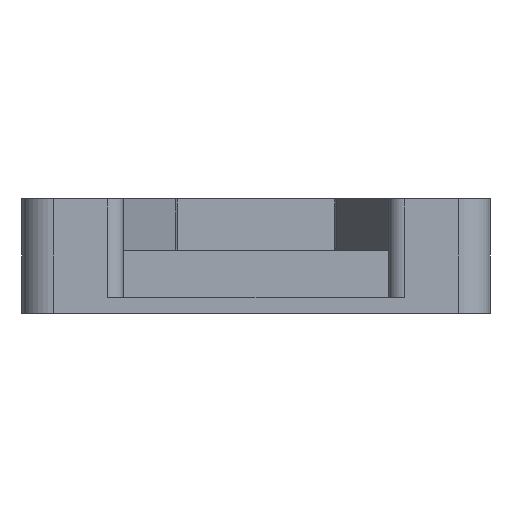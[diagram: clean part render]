
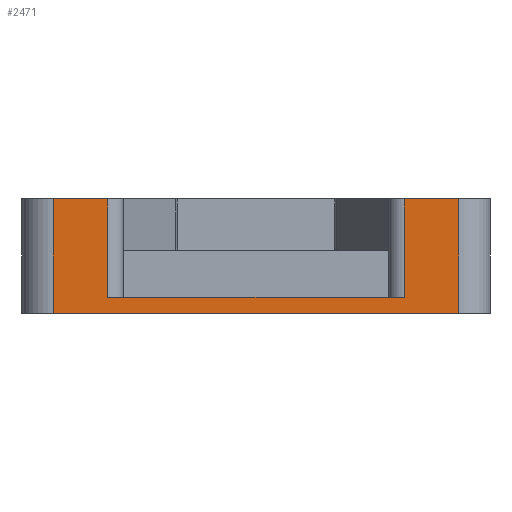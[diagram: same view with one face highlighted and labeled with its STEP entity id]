
A CAD part, front view. The second image highlights one B-rep face of the part: STEP entity #2471.
In plain terms, the highlighted planar face has unit normal (0, -1, 0).
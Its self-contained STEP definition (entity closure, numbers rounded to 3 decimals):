
#99 = PLANE('',#100);
#100 = AXIS2_PLACEMENT_3D('',#101,#102,#103);
#101 = CARTESIAN_POINT('',(0.,12.777,0.3));
#102 = DIRECTION('',(0.,0.,1.));
#103 = DIRECTION('',(1.,0.,0.));
#322 = PLANE('',#323);
#323 = AXIS2_PLACEMENT_3D('',#324,#325,#326);
#324 = CARTESIAN_POINT('',(0.,2.6,-6.));
#325 = DIRECTION('',(0.,0.,-1.));
#326 = DIRECTION('',(-1.,0.,0.));
#695 = VERTEX_POINT('',#696);
#696 = CARTESIAN_POINT('',(9.5,-6.279,0.3));
#715 = CYLINDRICAL_SURFACE('',#716,1.);
#716 = AXIS2_PLACEMENT_3D('',#717,#718,#719);
#717 = CARTESIAN_POINT('',(9.5,-5.279,-3.25));
#718 = DIRECTION('',(0.,0.,1.));
#719 = DIRECTION('',(-0.707,-0.707,0.));
#726 = EDGE_CURVE('',#695,#727,#729,.T.);
#727 = VERTEX_POINT('',#728);
#728 = CARTESIAN_POINT('',(12.975,-6.279,0.3));
#729 = SURFACE_CURVE('',#730,(#734,#741),.PCURVE_S1.);
#730 = LINE('',#731,#732);
#731 = CARTESIAN_POINT('',(7.488,-6.279,0.3));
#732 = VECTOR('',#733,1.);
#733 = DIRECTION('',(1.,0.,0.));
#734 = PCURVE('',#99,#735);
#735 = DEFINITIONAL_REPRESENTATION('',(#736),#740);
#736 = LINE('',#737,#738);
#737 = CARTESIAN_POINT('',(7.488,-19.056));
#738 = VECTOR('',#739,1.);
#739 = DIRECTION('',(1.,0.));
#740 = ( GEOMETRIC_REPRESENTATION_CONTEXT(2) 
PARAMETRIC_REPRESENTATION_CONTEXT() REPRESENTATION_CONTEXT('2D SPACE',''
  ) );
#741 = PCURVE('',#742,#747);
#742 = PLANE('',#743);
#743 = AXIS2_PLACEMENT_3D('',#744,#745,#746);
#744 = CARTESIAN_POINT('',(0.,-6.279,-6.5));
#745 = DIRECTION('',(0.,-1.,0.));
#746 = DIRECTION('',(0.,0.,-1.));
#747 = DEFINITIONAL_REPRESENTATION('',(#748),#752);
#748 = LINE('',#749,#750);
#749 = CARTESIAN_POINT('',(-6.8,7.488));
#750 = VECTOR('',#751,1.);
#751 = DIRECTION('',(0.,1.));
#752 = ( GEOMETRIC_REPRESENTATION_CONTEXT(2) 
PARAMETRIC_REPRESENTATION_CONTEXT() REPRESENTATION_CONTEXT('2D SPACE',''
  ) );
#775 = CYLINDRICAL_SURFACE('',#776,2.);
#776 = AXIS2_PLACEMENT_3D('',#777,#778,#779);
#777 = CARTESIAN_POINT('',(12.975,-4.279,-3.25));
#778 = DIRECTION('',(0.,0.,-1.));
#779 = DIRECTION('',(0.707,-0.707,0.));
#1279 = VERTEX_POINT('',#1280);
#1280 = CARTESIAN_POINT('',(-12.975,-6.279,0.3));
#1299 = CYLINDRICAL_SURFACE('',#1300,2.);
#1300 = AXIS2_PLACEMENT_3D('',#1301,#1302,#1303);
#1301 = CARTESIAN_POINT('',(-12.975,-4.279,-3.25));
#1302 = DIRECTION('',(0.,0.,1.));
#1303 = DIRECTION('',(-0.707,-0.707,0.));
#1310 = EDGE_CURVE('',#1279,#1311,#1313,.T.);
#1311 = VERTEX_POINT('',#1312);
#1312 = CARTESIAN_POINT('',(-9.5,-6.279,0.3));
#1313 = SURFACE_CURVE('',#1314,(#1318,#1325),.PCURVE_S1.);
#1314 = LINE('',#1315,#1316);
#1315 = CARTESIAN_POINT('',(-4.25,-6.279,0.3));
#1316 = VECTOR('',#1317,1.);
#1317 = DIRECTION('',(1.,0.,0.));
#1318 = PCURVE('',#99,#1319);
#1319 = DEFINITIONAL_REPRESENTATION('',(#1320),#1324);
#1320 = LINE('',#1321,#1322);
#1321 = CARTESIAN_POINT('',(-4.25,-19.056));
#1322 = VECTOR('',#1323,1.);
#1323 = DIRECTION('',(1.,0.));
#1324 = ( GEOMETRIC_REPRESENTATION_CONTEXT(2) 
PARAMETRIC_REPRESENTATION_CONTEXT() REPRESENTATION_CONTEXT('2D SPACE',''
  ) );
#1325 = PCURVE('',#742,#1326);
#1326 = DEFINITIONAL_REPRESENTATION('',(#1327),#1331);
#1327 = LINE('',#1328,#1329);
#1328 = CARTESIAN_POINT('',(-6.8,-4.25));
#1329 = VECTOR('',#1330,1.);
#1330 = DIRECTION('',(0.,1.));
#1331 = ( GEOMETRIC_REPRESENTATION_CONTEXT(2) 
PARAMETRIC_REPRESENTATION_CONTEXT() REPRESENTATION_CONTEXT('2D SPACE',''
  ) );
#1354 = CYLINDRICAL_SURFACE('',#1355,1.);
#1355 = AXIS2_PLACEMENT_3D('',#1356,#1357,#1358);
#1356 = CARTESIAN_POINT('',(-9.5,-5.279,-3.25));
#1357 = DIRECTION('',(0.,0.,-1.));
#1358 = DIRECTION('',(0.707,-0.707,0.));
#2428 = EDGE_CURVE('',#1311,#2429,#2431,.T.);
#2429 = VERTEX_POINT('',#2430);
#2430 = CARTESIAN_POINT('',(-9.5,-6.279,-6.));
#2431 = SURFACE_CURVE('',#2432,(#2436,#2442),.PCURVE_S1.);
#2432 = LINE('',#2433,#2434);
#2433 = CARTESIAN_POINT('',(-9.5,-6.279,-3.25));
#2434 = VECTOR('',#2435,1.);
#2435 = DIRECTION('',(0.,0.,-1.));
#2436 = PCURVE('',#1354,#2437);
#2437 = DEFINITIONAL_REPRESENTATION('',(#2438),#2441);
#2438 = B_SPLINE_CURVE_WITH_KNOTS('',1,(#2439,#2440),.UNSPECIFIED.,.F.,
  .F.,(2,2),(-3.55,2.75),.PIECEWISE_BEZIER_KNOTS.);
#2439 = CARTESIAN_POINT('',(7.069,-3.55));
#2440 = CARTESIAN_POINT('',(7.069,2.75));
#2441 = ( GEOMETRIC_REPRESENTATION_CONTEXT(2) 
PARAMETRIC_REPRESENTATION_CONTEXT() REPRESENTATION_CONTEXT('2D SPACE',''
  ) );
#2442 = PCURVE('',#742,#2443);
#2443 = DEFINITIONAL_REPRESENTATION('',(#2444),#2448);
#2444 = LINE('',#2445,#2446);
#2445 = CARTESIAN_POINT('',(-3.25,-9.5));
#2446 = VECTOR('',#2447,1.);
#2447 = DIRECTION('',(1.,0.));
#2448 = ( GEOMETRIC_REPRESENTATION_CONTEXT(2) 
PARAMETRIC_REPRESENTATION_CONTEXT() REPRESENTATION_CONTEXT('2D SPACE',''
  ) );
#2471 = ADVANCED_FACE('',(#2472),#742,.T.);
#2472 = FACE_BOUND('',#2473,.T.);
#2473 = EDGE_LOOP('',(#2474,#2497,#2498,#2499,#2521,#2549,#2569,#2570));
#2474 = ORIENTED_EDGE('',*,*,#2475,.F.);
#2475 = EDGE_CURVE('',#2429,#2476,#2478,.T.);
#2476 = VERTEX_POINT('',#2477);
#2477 = CARTESIAN_POINT('',(9.5,-6.279,-6.));
#2478 = SURFACE_CURVE('',#2479,(#2483,#2490),.PCURVE_S1.);
#2479 = LINE('',#2480,#2481);
#2480 = CARTESIAN_POINT('',(0.,-6.279,-6.));
#2481 = VECTOR('',#2482,1.);
#2482 = DIRECTION('',(1.,0.,0.));
#2483 = PCURVE('',#742,#2484);
#2484 = DEFINITIONAL_REPRESENTATION('',(#2485),#2489);
#2485 = LINE('',#2486,#2487);
#2486 = CARTESIAN_POINT('',(-0.5,0.));
#2487 = VECTOR('',#2488,1.);
#2488 = DIRECTION('',(0.,1.));
#2489 = ( GEOMETRIC_REPRESENTATION_CONTEXT(2) 
PARAMETRIC_REPRESENTATION_CONTEXT() REPRESENTATION_CONTEXT('2D SPACE',''
  ) );
#2490 = PCURVE('',#322,#2491);
#2491 = DEFINITIONAL_REPRESENTATION('',(#2492),#2496);
#2492 = LINE('',#2493,#2494);
#2493 = CARTESIAN_POINT('',(0.,-8.879));
#2494 = VECTOR('',#2495,1.);
#2495 = DIRECTION('',(-1.,0.));
#2496 = ( GEOMETRIC_REPRESENTATION_CONTEXT(2) 
PARAMETRIC_REPRESENTATION_CONTEXT() REPRESENTATION_CONTEXT('2D SPACE',''
  ) );
#2497 = ORIENTED_EDGE('',*,*,#2428,.F.);
#2498 = ORIENTED_EDGE('',*,*,#1310,.F.);
#2499 = ORIENTED_EDGE('',*,*,#2500,.F.);
#2500 = EDGE_CURVE('',#2501,#1279,#2503,.T.);
#2501 = VERTEX_POINT('',#2502);
#2502 = CARTESIAN_POINT('',(-12.975,-6.279,-7.));
#2503 = SURFACE_CURVE('',#2504,(#2508,#2515),.PCURVE_S1.);
#2504 = LINE('',#2505,#2506);
#2505 = CARTESIAN_POINT('',(-12.975,-6.279,-3.25));
#2506 = VECTOR('',#2507,1.);
#2507 = DIRECTION('',(0.,0.,1.));
#2508 = PCURVE('',#742,#2509);
#2509 = DEFINITIONAL_REPRESENTATION('',(#2510),#2514);
#2510 = LINE('',#2511,#2512);
#2511 = CARTESIAN_POINT('',(-3.25,-12.975));
#2512 = VECTOR('',#2513,1.);
#2513 = DIRECTION('',(-1.,0.));
#2514 = ( GEOMETRIC_REPRESENTATION_CONTEXT(2) 
PARAMETRIC_REPRESENTATION_CONTEXT() REPRESENTATION_CONTEXT('2D SPACE',''
  ) );
#2515 = PCURVE('',#1299,#2516);
#2516 = DEFINITIONAL_REPRESENTATION('',(#2517),#2520);
#2517 = B_SPLINE_CURVE_WITH_KNOTS('',1,(#2518,#2519),.UNSPECIFIED.,.F.,
  .F.,(2,2),(-3.75,3.55),.PIECEWISE_BEZIER_KNOTS.);
#2518 = CARTESIAN_POINT('',(7.069,-3.75));
#2519 = CARTESIAN_POINT('',(7.069,3.55));
#2520 = ( GEOMETRIC_REPRESENTATION_CONTEXT(2) 
PARAMETRIC_REPRESENTATION_CONTEXT() REPRESENTATION_CONTEXT('2D SPACE',''
  ) );
#2521 = ORIENTED_EDGE('',*,*,#2522,.F.);
#2522 = EDGE_CURVE('',#2523,#2501,#2525,.T.);
#2523 = VERTEX_POINT('',#2524);
#2524 = CARTESIAN_POINT('',(12.975,-6.279,-7.));
#2525 = SURFACE_CURVE('',#2526,(#2530,#2537),.PCURVE_S1.);
#2526 = LINE('',#2527,#2528);
#2527 = CARTESIAN_POINT('',(-7.488,-6.279,-7.));
#2528 = VECTOR('',#2529,1.);
#2529 = DIRECTION('',(-1.,0.,0.));
#2530 = PCURVE('',#742,#2531);
#2531 = DEFINITIONAL_REPRESENTATION('',(#2532),#2536);
#2532 = LINE('',#2533,#2534);
#2533 = CARTESIAN_POINT('',(0.5,-7.488));
#2534 = VECTOR('',#2535,1.);
#2535 = DIRECTION('',(0.,-1.));
#2536 = ( GEOMETRIC_REPRESENTATION_CONTEXT(2) 
PARAMETRIC_REPRESENTATION_CONTEXT() REPRESENTATION_CONTEXT('2D SPACE',''
  ) );
#2537 = PCURVE('',#2538,#2543);
#2538 = PLANE('',#2539);
#2539 = AXIS2_PLACEMENT_3D('',#2540,#2541,#2542);
#2540 = CARTESIAN_POINT('',(-4.15,12.6,-7.));
#2541 = DIRECTION('',(0.,0.,-1.));
#2542 = DIRECTION('',(0.,1.,0.));
#2543 = DEFINITIONAL_REPRESENTATION('',(#2544),#2548);
#2544 = LINE('',#2545,#2546);
#2545 = CARTESIAN_POINT('',(-18.879,-3.338));
#2546 = VECTOR('',#2547,1.);
#2547 = DIRECTION('',(0.,-1.));
#2548 = ( GEOMETRIC_REPRESENTATION_CONTEXT(2) 
PARAMETRIC_REPRESENTATION_CONTEXT() REPRESENTATION_CONTEXT('2D SPACE',''
  ) );
#2549 = ORIENTED_EDGE('',*,*,#2550,.F.);
#2550 = EDGE_CURVE('',#727,#2523,#2551,.T.);
#2551 = SURFACE_CURVE('',#2552,(#2556,#2563),.PCURVE_S1.);
#2552 = LINE('',#2553,#2554);
#2553 = CARTESIAN_POINT('',(12.975,-6.279,-3.25));
#2554 = VECTOR('',#2555,1.);
#2555 = DIRECTION('',(0.,0.,-1.));
#2556 = PCURVE('',#742,#2557);
#2557 = DEFINITIONAL_REPRESENTATION('',(#2558),#2562);
#2558 = LINE('',#2559,#2560);
#2559 = CARTESIAN_POINT('',(-3.25,12.975));
#2560 = VECTOR('',#2561,1.);
#2561 = DIRECTION('',(1.,0.));
#2562 = ( GEOMETRIC_REPRESENTATION_CONTEXT(2) 
PARAMETRIC_REPRESENTATION_CONTEXT() REPRESENTATION_CONTEXT('2D SPACE',''
  ) );
#2563 = PCURVE('',#775,#2564);
#2564 = DEFINITIONAL_REPRESENTATION('',(#2565),#2568);
#2565 = B_SPLINE_CURVE_WITH_KNOTS('',1,(#2566,#2567),.UNSPECIFIED.,.F.,
  .F.,(2,2),(-3.55,3.75),.PIECEWISE_BEZIER_KNOTS.);
#2566 = CARTESIAN_POINT('',(7.069,-3.55));
#2567 = CARTESIAN_POINT('',(7.069,3.75));
#2568 = ( GEOMETRIC_REPRESENTATION_CONTEXT(2) 
PARAMETRIC_REPRESENTATION_CONTEXT() REPRESENTATION_CONTEXT('2D SPACE',''
  ) );
#2569 = ORIENTED_EDGE('',*,*,#726,.F.);
#2570 = ORIENTED_EDGE('',*,*,#2571,.F.);
#2571 = EDGE_CURVE('',#2476,#695,#2572,.T.);
#2572 = SURFACE_CURVE('',#2573,(#2577,#2584),.PCURVE_S1.);
#2573 = LINE('',#2574,#2575);
#2574 = CARTESIAN_POINT('',(9.5,-6.279,-3.25));
#2575 = VECTOR('',#2576,1.);
#2576 = DIRECTION('',(0.,0.,1.));
#2577 = PCURVE('',#742,#2578);
#2578 = DEFINITIONAL_REPRESENTATION('',(#2579),#2583);
#2579 = LINE('',#2580,#2581);
#2580 = CARTESIAN_POINT('',(-3.25,9.5));
#2581 = VECTOR('',#2582,1.);
#2582 = DIRECTION('',(-1.,0.));
#2583 = ( GEOMETRIC_REPRESENTATION_CONTEXT(2) 
PARAMETRIC_REPRESENTATION_CONTEXT() REPRESENTATION_CONTEXT('2D SPACE',''
  ) );
#2584 = PCURVE('',#715,#2585);
#2585 = DEFINITIONAL_REPRESENTATION('',(#2586),#2589);
#2586 = B_SPLINE_CURVE_WITH_KNOTS('',1,(#2587,#2588),.UNSPECIFIED.,.F.,
  .F.,(2,2),(-2.75,3.55),.PIECEWISE_BEZIER_KNOTS.);
#2587 = CARTESIAN_POINT('',(0.785,-2.75));
#2588 = CARTESIAN_POINT('',(0.785,3.55));
#2589 = ( GEOMETRIC_REPRESENTATION_CONTEXT(2) 
PARAMETRIC_REPRESENTATION_CONTEXT() REPRESENTATION_CONTEXT('2D SPACE',''
  ) );
